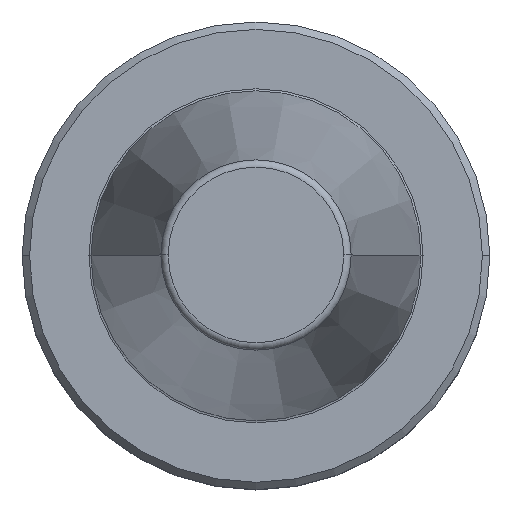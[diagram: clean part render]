
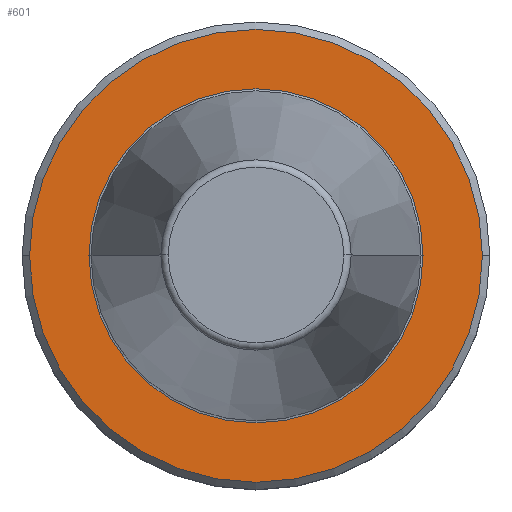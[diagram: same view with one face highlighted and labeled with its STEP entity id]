
A CAD part, top view. The second image highlights one B-rep face of the part: STEP entity #601.
In plain terms, the highlighted planar face has unit normal (0, 0, 1).
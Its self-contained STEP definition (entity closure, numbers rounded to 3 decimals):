
#54 = CIRCLE ( 'NONE', #998, 30.5 ) ;
#89 = DIRECTION ( 'NONE',  ( -1., 0., 0. ) ) ;
#96 = DIRECTION ( 'NONE',  ( 0., 0., 1. ) ) ;
#108 = EDGE_CURVE ( 'NONE', #842, #318, #975, .T. ) ;
#113 = VERTEX_POINT ( 'NONE', #758 ) ;
#134 = CARTESIAN_POINT ( 'NONE',  ( 0., 0., -2. ) ) ;
#155 = PLANE ( 'NONE',  #737 ) ;
#164 = ORIENTED_EDGE ( 'NONE', *, *, #108, .F. ) ;
#225 = DIRECTION ( 'NONE',  ( 1., 0., 0. ) ) ;
#266 = CARTESIAN_POINT ( 'NONE',  ( 0., 0., -2. ) ) ;
#279 = CIRCLE ( 'NONE', #840, 30.5 ) ;
#318 = VERTEX_POINT ( 'NONE', #391 ) ;
#330 = DIRECTION ( 'NONE',  ( 1., 0., 0. ) ) ;
#387 = EDGE_CURVE ( 'NONE', #318, #842, #882, .T. ) ;
#391 = CARTESIAN_POINT ( 'NONE',  ( 22.5, 0., -2. ) ) ;
#422 = DIRECTION ( 'NONE',  ( 0., 0., 1. ) ) ;
#458 = ORIENTED_EDGE ( 'NONE', *, *, #673, .T. ) ;
#477 = EDGE_LOOP ( 'NONE', ( #614, #164 ) ) ;
#479 = CARTESIAN_POINT ( 'NONE',  ( 0., 0., -2. ) ) ;
#542 = DIRECTION ( 'NONE',  ( 0., 0., -1. ) ) ;
#554 = AXIS2_PLACEMENT_3D ( 'NONE', #479, #605, #623 ) ;
#567 = CARTESIAN_POINT ( 'NONE',  ( 0., 30.5, -2. ) ) ;
#601 = ADVANCED_FACE ( 'NONE', ( #923, #895 ), #155, .F. ) ;
#605 = DIRECTION ( 'NONE',  ( 0., 0., 1. ) ) ;
#608 = AXIS2_PLACEMENT_3D ( 'NONE', #266, #96, #330 ) ;
#614 = ORIENTED_EDGE ( 'NONE', *, *, #387, .F. ) ;
#623 = DIRECTION ( 'NONE',  ( 1., 0., 0. ) ) ;
#624 = DIRECTION ( 'NONE',  ( 0., 0., 1. ) ) ;
#673 = EDGE_CURVE ( 'NONE', #113, #844, #279, .T. ) ;
#701 = EDGE_LOOP ( 'NONE', ( #458, #916 ) ) ;
#711 = CARTESIAN_POINT ( 'NONE',  ( 0., 0., -2. ) ) ;
#725 = EDGE_CURVE ( 'NONE', #844, #113, #54, .T. ) ;
#737 = AXIS2_PLACEMENT_3D ( 'NONE', #567, #542, #89 ) ;
#742 = CARTESIAN_POINT ( 'NONE',  ( 30.5, 0., -2. ) ) ;
#758 = CARTESIAN_POINT ( 'NONE',  ( -30.5, 0., -2. ) ) ;
#764 = CARTESIAN_POINT ( 'NONE',  ( -22.5, 0., -2. ) ) ;
#840 = AXIS2_PLACEMENT_3D ( 'NONE', #134, #422, #225 ) ;
#842 = VERTEX_POINT ( 'NONE', #764 ) ;
#844 = VERTEX_POINT ( 'NONE', #742 ) ;
#880 = DIRECTION ( 'NONE',  ( 1., 0., 0. ) ) ;
#882 = CIRCLE ( 'NONE', #554, 22.5 ) ;
#895 = FACE_OUTER_BOUND ( 'NONE', #701, .T. ) ;
#916 = ORIENTED_EDGE ( 'NONE', *, *, #725, .T. ) ;
#923 = FACE_BOUND ( 'NONE', #477, .T. ) ;
#975 = CIRCLE ( 'NONE', #608, 22.5 ) ;
#998 = AXIS2_PLACEMENT_3D ( 'NONE', #711, #624, #880 ) ;
